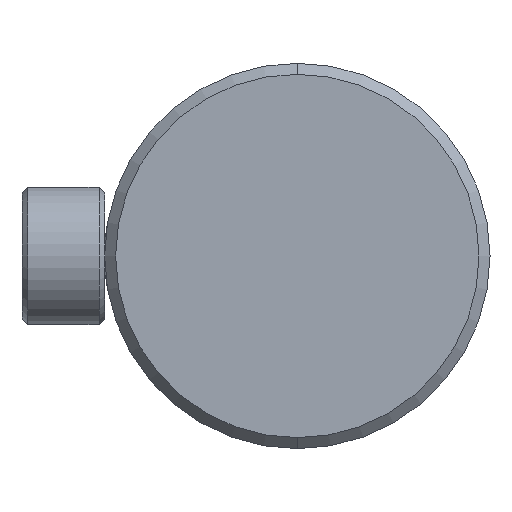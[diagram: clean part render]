
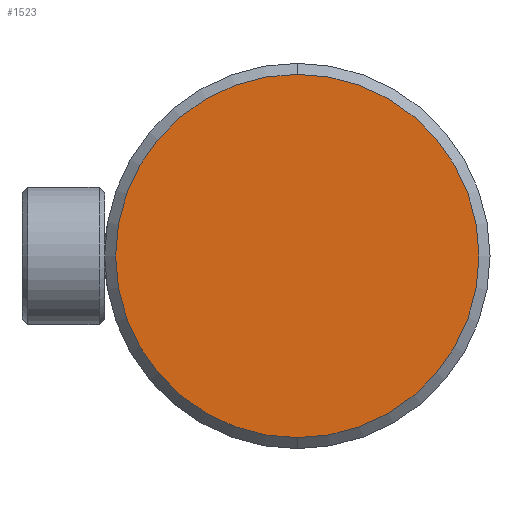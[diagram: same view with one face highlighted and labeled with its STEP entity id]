
A CAD part, left-side view. The second image highlights one B-rep face of the part: STEP entity #1523.
In plain terms, the highlighted planar face has unit normal (-1, 0, 0).
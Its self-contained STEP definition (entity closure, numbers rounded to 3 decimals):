
#121 = VERTEX_POINT ( 'NONE', #1839 ) ;
#152 = EDGE_CURVE ( 'NONE', #121, #803, #1686, .T. ) ;
#679 = DIRECTION ( 'NONE',  ( -1., 0., 0. ) ) ;
#760 = ORIENTED_EDGE ( 'NONE', *, *, #152, .T. ) ;
#802 = PLANE ( 'NONE',  #2623 ) ;
#803 = VERTEX_POINT ( 'NONE', #1306 ) ;
#827 = DIRECTION ( 'NONE',  ( -1., 0., 0. ) ) ;
#1007 = FACE_OUTER_BOUND ( 'NONE', #2056, .T. ) ;
#1202 = DIRECTION ( 'NONE',  ( 0., 0., 1. ) ) ;
#1306 = CARTESIAN_POINT ( 'NONE',  ( -13., 0., 33. ) ) ;
#1523 = ADVANCED_FACE ( 'NONE', ( #1007 ), #802, .F. ) ;
#1616 = DIRECTION ( 'NONE',  ( 0., 0., -1. ) ) ;
#1686 = CIRCLE ( 'NONE', #1730, 33. ) ;
#1730 = AXIS2_PLACEMENT_3D ( 'NONE', #2169, #679, #2260 ) ;
#1839 = CARTESIAN_POINT ( 'NONE',  ( -13., 0., -33. ) ) ;
#2033 = AXIS2_PLACEMENT_3D ( 'NONE', #2816, #827, #1202 ) ;
#2056 = EDGE_LOOP ( 'NONE', ( #760, #2809 ) ) ;
#2169 = CARTESIAN_POINT ( 'NONE',  ( -13., 0., 0. ) ) ;
#2260 = DIRECTION ( 'NONE',  ( 0., 0., 1. ) ) ;
#2400 = CARTESIAN_POINT ( 'NONE',  ( -13., 0., 0. ) ) ;
#2568 = DIRECTION ( 'NONE',  ( 1., 0., 0. ) ) ;
#2623 = AXIS2_PLACEMENT_3D ( 'NONE', #2400, #2568, #1616 ) ;
#2724 = CIRCLE ( 'NONE', #2033, 33. ) ;
#2782 = EDGE_CURVE ( 'NONE', #803, #121, #2724, .T. ) ;
#2809 = ORIENTED_EDGE ( 'NONE', *, *, #2782, .T. ) ;
#2816 = CARTESIAN_POINT ( 'NONE',  ( -13., 0., 0. ) ) ;
